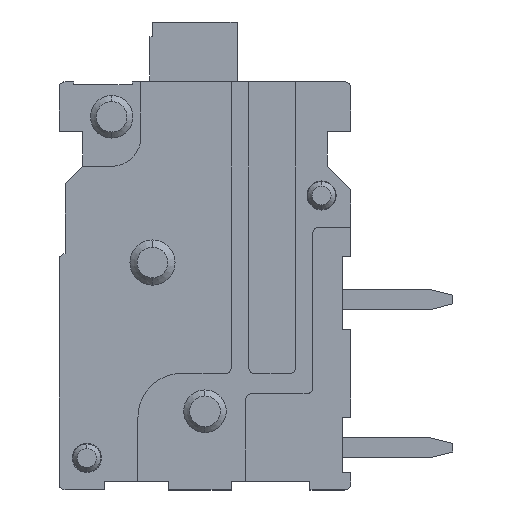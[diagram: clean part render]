
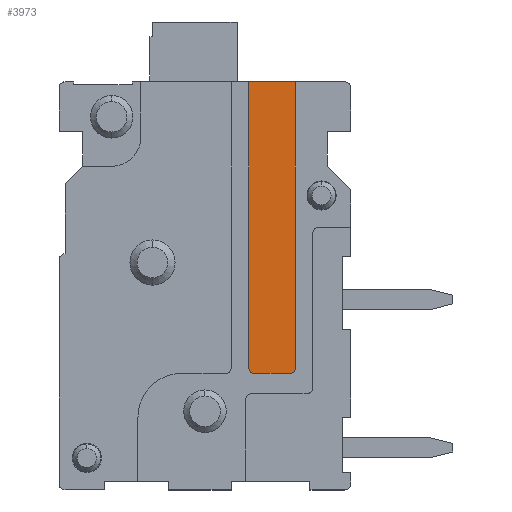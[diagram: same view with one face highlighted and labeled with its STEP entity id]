
A CAD part, left-side view. The second image highlights one B-rep face of the part: STEP entity #3973.
In plain terms, the highlighted face is planar.
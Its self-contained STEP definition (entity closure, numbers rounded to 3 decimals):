
#340 = DIRECTION ( 'NONE',  ( 0., 1., 0. ) ) ;
#429 = AXIS2_PLACEMENT_3D ( 'NONE', #4818, #3995, #6666 ) ;
#510 = CARTESIAN_POINT ( 'NONE',  ( 6.5, 4.2, 3.54 ) ) ;
#524 = CARTESIAN_POINT ( 'NONE',  ( 6.7, 4.2, 3.54 ) ) ;
#949 = CIRCLE ( 'NONE', #6270, 0.2 ) ;
#1068 = PLANE ( 'NONE',  #429 ) ;
#1233 = LINE ( 'NONE', #5103, #6025 ) ;
#2351 = DIRECTION ( 'NONE',  ( -1., 0., 0. ) ) ;
#2730 = VERTEX_POINT ( 'NONE', #510 ) ;
#2984 = EDGE_CURVE ( 'NONE', #2730, #12525, #949, .T. ) ;
#3048 = CARTESIAN_POINT ( 'NONE',  ( 8.1, 14., 3.54 ) ) ;
#3229 = VERTEX_POINT ( 'NONE', #5501 ) ;
#3623 = LINE ( 'NONE', #11414, #11374 ) ;
#3707 = CARTESIAN_POINT ( 'NONE',  ( 6.7, 4., 3.54 ) ) ;
#3973 = ADVANCED_FACE ( 'NONE', ( #6852 ), #1068, .T. ) ;
#3995 = DIRECTION ( 'NONE',  ( 0., 0., 1. ) ) ;
#4020 = CARTESIAN_POINT ( 'NONE',  ( 7.9, 4.2, 3.54 ) ) ;
#4143 = DIRECTION ( 'NONE',  ( 0., 0., 1. ) ) ;
#4818 = CARTESIAN_POINT ( 'NONE',  ( 0., 0., 3.54 ) ) ;
#4916 = CARTESIAN_POINT ( 'NONE',  ( 6.5, 14., 3.54 ) ) ;
#5103 = CARTESIAN_POINT ( 'NONE',  ( 8.1, 4.2, 3.54 ) ) ;
#5406 = ORIENTED_EDGE ( 'NONE', *, *, #8324, .T. ) ;
#5501 = CARTESIAN_POINT ( 'NONE',  ( 6.5, 14., 3.54 ) ) ;
#5602 = ORIENTED_EDGE ( 'NONE', *, *, #2984, .T. ) ;
#6025 = VECTOR ( 'NONE', #340, 1000. ) ;
#6270 = AXIS2_PLACEMENT_3D ( 'NONE', #524, #7202, #2351 ) ;
#6314 = EDGE_CURVE ( 'NONE', #12525, #8980, #3623, .T. ) ;
#6550 = ORIENTED_EDGE ( 'NONE', *, *, #8635, .F. ) ;
#6555 = ORIENTED_EDGE ( 'NONE', *, *, #10614, .T. ) ;
#6643 = CARTESIAN_POINT ( 'NONE',  ( 7.9, 4., 3.54 ) ) ;
#6666 = DIRECTION ( 'NONE',  ( 1., 0., 0. ) ) ;
#6852 = FACE_OUTER_BOUND ( 'NONE', #9206, .T. ) ;
#7151 = LINE ( 'NONE', #9272, #7411 ) ;
#7202 = DIRECTION ( 'NONE',  ( 0., 0., 1. ) ) ;
#7411 = VECTOR ( 'NONE', #9002, 1000. ) ;
#7738 = DIRECTION ( 'NONE',  ( 0., -1., 0. ) ) ;
#8021 = DIRECTION ( 'NONE',  ( 0., -1., 0. ) ) ;
#8200 = CIRCLE ( 'NONE', #11298, 0.2 ) ;
#8324 = EDGE_CURVE ( 'NONE', #8980, #11561, #8200, .T. ) ;
#8635 = EDGE_CURVE ( 'NONE', #3229, #10182, #7151, .T. ) ;
#8980 = VERTEX_POINT ( 'NONE', #6643 ) ;
#9002 = DIRECTION ( 'NONE',  ( 1., 0., 0. ) ) ;
#9206 = EDGE_LOOP ( 'NONE', ( #11100, #5406, #6555, #6550, #11961, #5602 ) ) ;
#9272 = CARTESIAN_POINT ( 'NONE',  ( 6.5, 14., 3.54 ) ) ;
#10182 = VERTEX_POINT ( 'NONE', #3048 ) ;
#10373 = DIRECTION ( 'NONE',  ( 1., 0., 0. ) ) ;
#10614 = EDGE_CURVE ( 'NONE', #11561, #10182, #1233, .T. ) ;
#11057 = EDGE_CURVE ( 'NONE', #3229, #2730, #11855, .T. ) ;
#11100 = ORIENTED_EDGE ( 'NONE', *, *, #6314, .T. ) ;
#11298 = AXIS2_PLACEMENT_3D ( 'NONE', #4020, #4143, #8021 ) ;
#11374 = VECTOR ( 'NONE', #10373, 1000. ) ;
#11414 = CARTESIAN_POINT ( 'NONE',  ( 6.7, 4., 3.54 ) ) ;
#11561 = VERTEX_POINT ( 'NONE', #11960 ) ;
#11855 = LINE ( 'NONE', #4916, #11971 ) ;
#11960 = CARTESIAN_POINT ( 'NONE',  ( 8.1, 4.2, 3.54 ) ) ;
#11961 = ORIENTED_EDGE ( 'NONE', *, *, #11057, .T. ) ;
#11971 = VECTOR ( 'NONE', #7738, 1000. ) ;
#12525 = VERTEX_POINT ( 'NONE', #3707 ) ;
